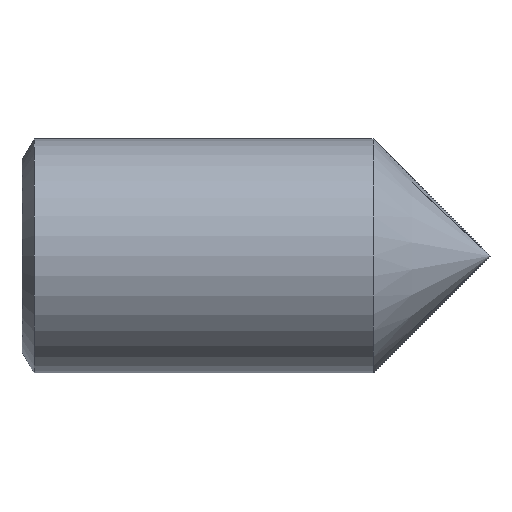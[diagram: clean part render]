
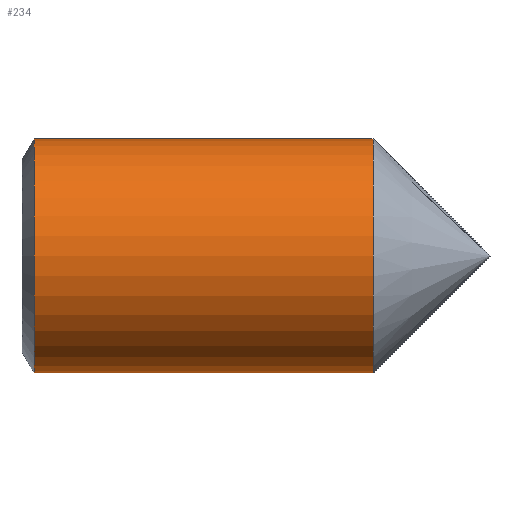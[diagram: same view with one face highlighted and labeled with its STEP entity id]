
A CAD part, front view. The second image highlights one B-rep face of the part: STEP entity #234.
In plain terms, the highlighted cylindrical face has radius 2.5 mm (diameter 5 mm), a partial arc.
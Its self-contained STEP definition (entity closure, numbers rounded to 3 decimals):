
#5 = DIRECTION ( 'NONE',  ( 0., 0., 1. ) ) ;
#12 = CYLINDRICAL_SURFACE ( 'NONE', #282, 2.5 ) ;
#21 = LINE ( 'NONE', #224, #286 ) ;
#24 = CARTESIAN_POINT ( 'NONE',  ( 7.5, 0., 0. ) ) ;
#28 = CARTESIAN_POINT ( 'NONE',  ( 0.257, 0., 2.5 ) ) ;
#35 = CIRCLE ( 'NONE', #375, 2.5 ) ;
#48 = EDGE_CURVE ( 'NONE', #244, #80, #326, .T. ) ;
#76 = CARTESIAN_POINT ( 'NONE',  ( 7.5, 0., -2.5 ) ) ;
#80 = VERTEX_POINT ( 'NONE', #28 ) ;
#86 = EDGE_CURVE ( 'NONE', #169, #244, #35, .T. ) ;
#89 = DIRECTION ( 'NONE',  ( -1., 0., 0. ) ) ;
#116 = ORIENTED_EDGE ( 'NONE', *, *, #247, .F. ) ;
#117 = DIRECTION ( 'NONE',  ( -1., 0., 0. ) ) ;
#147 = DIRECTION ( 'NONE',  ( -1., 0., 0. ) ) ;
#169 = VERTEX_POINT ( 'NONE', #76 ) ;
#182 = DIRECTION ( 'NONE',  ( 0., 0., 1. ) ) ;
#187 = CARTESIAN_POINT ( 'NONE',  ( 0.257, 0., -2.5 ) ) ;
#196 = CARTESIAN_POINT ( 'NONE',  ( -12.7, 0., 2.5 ) ) ;
#206 = AXIS2_PLACEMENT_3D ( 'NONE', #302, #117, #5 ) ;
#214 = ORIENTED_EDGE ( 'NONE', *, *, #48, .T. ) ;
#224 = CARTESIAN_POINT ( 'NONE',  ( -12.7, 0., -2.5 ) ) ;
#233 = EDGE_LOOP ( 'NONE', ( #388, #383, #214, #116 ) ) ;
#234 = ADVANCED_FACE ( 'NONE', ( #364 ), #12, .T. ) ;
#241 = VECTOR ( 'NONE', #356, 1000. ) ;
#244 = VERTEX_POINT ( 'NONE', #404 ) ;
#247 = EDGE_CURVE ( 'NONE', #325, #80, #352, .T. ) ;
#282 = AXIS2_PLACEMENT_3D ( 'NONE', #370, #147, #182 ) ;
#286 = VECTOR ( 'NONE', #89, 1000. ) ;
#302 = CARTESIAN_POINT ( 'NONE',  ( 0.257, 0., 0. ) ) ;
#324 = DIRECTION ( 'NONE',  ( 0., 0., 1. ) ) ;
#325 = VERTEX_POINT ( 'NONE', #187 ) ;
#326 = LINE ( 'NONE', #196, #241 ) ;
#352 = CIRCLE ( 'NONE', #206, 2.5 ) ;
#356 = DIRECTION ( 'NONE',  ( -1., 0., 0. ) ) ;
#364 = FACE_OUTER_BOUND ( 'NONE', #233, .T. ) ;
#370 = CARTESIAN_POINT ( 'NONE',  ( -12.7, 0., 0. ) ) ;
#375 = AXIS2_PLACEMENT_3D ( 'NONE', #24, #395, #324 ) ;
#383 = ORIENTED_EDGE ( 'NONE', *, *, #86, .T. ) ;
#388 = ORIENTED_EDGE ( 'NONE', *, *, #421, .F. ) ;
#395 = DIRECTION ( 'NONE',  ( -1., 0., 0. ) ) ;
#404 = CARTESIAN_POINT ( 'NONE',  ( 7.5, 0., 2.5 ) ) ;
#421 = EDGE_CURVE ( 'NONE', #169, #325, #21, .T. ) ;
